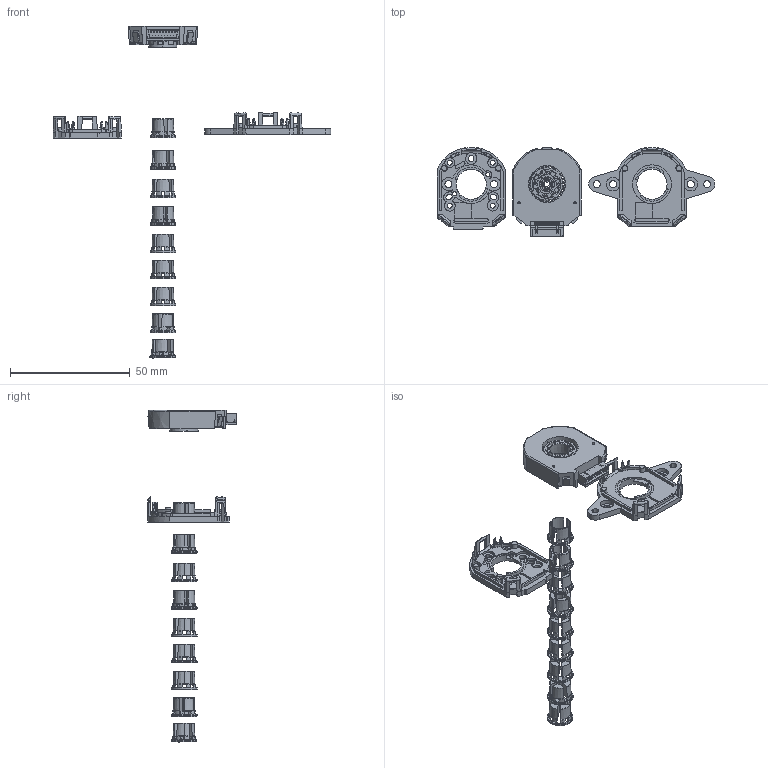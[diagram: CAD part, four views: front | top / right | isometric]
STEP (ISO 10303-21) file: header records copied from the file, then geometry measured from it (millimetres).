
FILE_DESCRIPTION (( 'STEP AP214' ), '1' );
FILE_NAME ('AMT112Q-V.STEP', '2025-04-01T15:18:31', ( '' ), ( '' ), 'SwSTEP 2.0', 'SolidWorks 2021', '' );
FILE_SCHEMA (( 'AUTOMOTIVE_DESIGN' ));
Length unit declared in the file: inch
Products named in the file (1): AMT112Q-V
Bounding box: 116.15 x 37.25 x 138.76 mm (x, y, z)
Volume: 9244.5 mm3; surface area: 16893.3 mm2
Topology: 16 solids, 16 shells, 4202 faces, 11038 edges, 7333 vertices
Faces by surface type: plane 1922, cylinder 1559, cone 637, bspline 84
Entity records: 143706 total; most frequent: CARTESIAN_POINT 31399, ORIENTED_EDGE 22064, DIRECTION 21967, EDGE_CURVE 11032, AXIS2_PLACEMENT_3D 8251, VERTEX_POINT 7333, LINE 5465, VECTOR 5465
